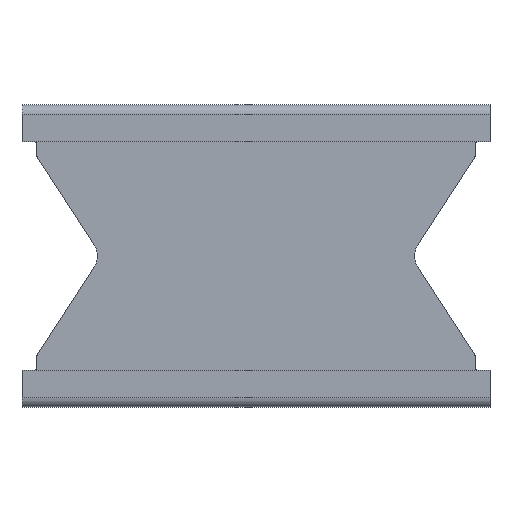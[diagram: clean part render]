
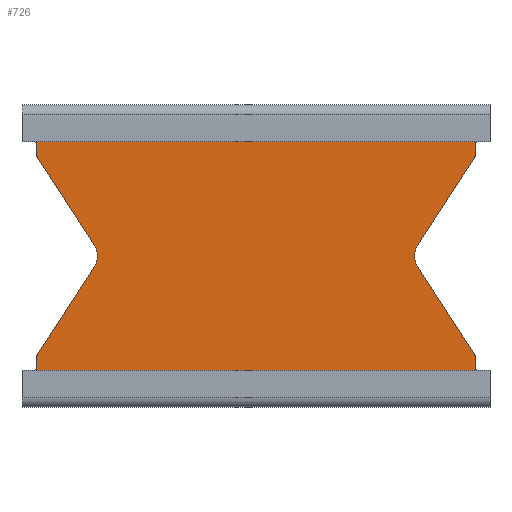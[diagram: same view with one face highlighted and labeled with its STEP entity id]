
A CAD part, top view. The second image highlights one B-rep face of the part: STEP entity #726.
In plain terms, the highlighted planar face has unit normal (0, 0, 1).
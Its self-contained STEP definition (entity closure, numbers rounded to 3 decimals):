
#34=CIRCLE('',#760,5.);
#35=CIRCLE('',#762,5.);
#40=CIRCLE('',#782,1.);
#48=CIRCLE('',#792,1.);
#49=CIRCLE('',#795,1.);
#50=CIRCLE('',#798,1.);
#51=CIRCLE('',#802,1.);
#52=CIRCLE('',#806,1.);
#53=CIRCLE('',#810,1.);
#54=CIRCLE('',#813,1.);
#92=FACE_OUTER_BOUND('',#130,.T.);
#130=EDGE_LOOP('',(#643,#644,#645,#646,#647,#648,#649,#650,#651,#652,#653,
#654,#655,#656,#657,#658,#659,#660,#661,#662));
#166=LINE('',#1122,#242);
#175=LINE('',#1145,#251);
#189=LINE('',#1188,#265);
#192=LINE('',#1196,#268);
#194=LINE('',#1203,#270);
#197=LINE('',#1210,#273);
#198=LINE('',#1213,#274);
#201=LINE('',#1220,#277);
#203=LINE('',#1228,#279);
#206=LINE('',#1235,#282);
#242=VECTOR('',#899,120.128);
#251=VECTOR('',#922,120.128);
#265=VECTOR('',#964,28.623);
#268=VECTOR('',#973,2.805);
#270=VECTOR('',#983,2.805);
#273=VECTOR('',#992,28.623);
#274=VECTOR('',#995,28.623);
#277=VECTOR('',#1004,2.805);
#279=VECTOR('',#1014,2.805);
#282=VECTOR('',#1023,28.623);
#305=VERTEX_POINT('',#1081);
#306=VERTEX_POINT('',#1083);
#307=VERTEX_POINT('',#1087);
#308=VERTEX_POINT('',#1088);
#314=VERTEX_POINT('',#1105);
#317=VERTEX_POINT('',#1113);
#321=VERTEX_POINT('',#1127);
#324=VERTEX_POINT('',#1135);
#328=VERTEX_POINT('',#1150);
#340=VERTEX_POINT('',#1183);
#341=VERTEX_POINT('',#1187);
#342=VERTEX_POINT('',#1191);
#343=VERTEX_POINT('',#1195);
#344=VERTEX_POINT('',#1202);
#345=VERTEX_POINT('',#1206);
#346=VERTEX_POINT('',#1212);
#347=VERTEX_POINT('',#1216);
#348=VERTEX_POINT('',#1223);
#349=VERTEX_POINT('',#1227);
#350=VERTEX_POINT('',#1231);
#377=EDGE_CURVE('',#305,#306,#34,.T.);
#379=EDGE_CURVE('',#307,#308,#35,.T.);
#396=EDGE_CURVE('',#314,#317,#166,.T.);
#407=EDGE_CURVE('',#321,#324,#175,.T.);
#411=EDGE_CURVE('',#328,#317,#40,.T.);
#429=EDGE_CURVE('',#321,#340,#48,.T.);
#431=EDGE_CURVE('',#308,#341,#189,.T.);
#433=EDGE_CURVE('',#341,#342,#49,.T.);
#435=EDGE_CURVE('',#342,#343,#192,.T.);
#437=EDGE_CURVE('',#343,#324,#50,.T.);
#438=EDGE_CURVE('',#340,#344,#194,.T.);
#440=EDGE_CURVE('',#344,#345,#51,.T.);
#442=EDGE_CURVE('',#345,#305,#197,.T.);
#443=EDGE_CURVE('',#306,#346,#198,.T.);
#445=EDGE_CURVE('',#346,#347,#52,.T.);
#447=EDGE_CURVE('',#347,#328,#201,.T.);
#448=EDGE_CURVE('',#314,#348,#53,.T.);
#450=EDGE_CURVE('',#348,#349,#203,.T.);
#452=EDGE_CURVE('',#349,#350,#54,.T.);
#454=EDGE_CURVE('',#350,#307,#206,.T.);
#643=ORIENTED_EDGE('',*,*,#396,.T.);
#644=ORIENTED_EDGE('',*,*,#411,.F.);
#645=ORIENTED_EDGE('',*,*,#447,.F.);
#646=ORIENTED_EDGE('',*,*,#445,.F.);
#647=ORIENTED_EDGE('',*,*,#443,.F.);
#648=ORIENTED_EDGE('',*,*,#377,.F.);
#649=ORIENTED_EDGE('',*,*,#442,.F.);
#650=ORIENTED_EDGE('',*,*,#440,.F.);
#651=ORIENTED_EDGE('',*,*,#438,.F.);
#652=ORIENTED_EDGE('',*,*,#429,.F.);
#653=ORIENTED_EDGE('',*,*,#407,.T.);
#654=ORIENTED_EDGE('',*,*,#437,.F.);
#655=ORIENTED_EDGE('',*,*,#435,.F.);
#656=ORIENTED_EDGE('',*,*,#433,.F.);
#657=ORIENTED_EDGE('',*,*,#431,.F.);
#658=ORIENTED_EDGE('',*,*,#379,.F.);
#659=ORIENTED_EDGE('',*,*,#454,.F.);
#660=ORIENTED_EDGE('',*,*,#452,.F.);
#661=ORIENTED_EDGE('',*,*,#450,.F.);
#662=ORIENTED_EDGE('',*,*,#448,.F.);
#688=PLANE('',#815);
#726=ADVANCED_FACE('',(#92),#688,.T.);
#760=AXIS2_PLACEMENT_3D('',#1084,#861,#862);
#762=AXIS2_PLACEMENT_3D('',#1089,#866,#867);
#782=AXIS2_PLACEMENT_3D('',#1152,#929,#930);
#792=AXIS2_PLACEMENT_3D('',#1184,#959,#960);
#795=AXIS2_PLACEMENT_3D('',#1192,#968,#969);
#798=AXIS2_PLACEMENT_3D('',#1199,#977,#978);
#802=AXIS2_PLACEMENT_3D('',#1207,#987,#988);
#806=AXIS2_PLACEMENT_3D('',#1217,#999,#1000);
#810=AXIS2_PLACEMENT_3D('',#1224,#1009,#1010);
#813=AXIS2_PLACEMENT_3D('',#1232,#1018,#1019);
#815=AXIS2_PLACEMENT_3D('',#1236,#1024,#1025);
#861=DIRECTION('center_axis',(0.,0.,1.));
#862=DIRECTION('ref_axis',(1.,0.,0.));
#866=DIRECTION('center_axis',(0.,0.,1.));
#867=DIRECTION('ref_axis',(1.,0.,0.));
#899=DIRECTION('',(-1.,0.,0.));
#922=DIRECTION('',(1.,0.,0.));
#929=DIRECTION('center_axis',(0.,0.,1.));
#930=DIRECTION('ref_axis',(1.,0.,0.));
#959=DIRECTION('center_axis',(0.,0.,1.));
#960=DIRECTION('ref_axis',(1.,0.,0.));
#964=DIRECTION('',(0.543,-0.84,0.));
#968=DIRECTION('center_axis',(0.,0.,-1.));
#969=DIRECTION('ref_axis',(1.,0.,0.));
#973=DIRECTION('',(0.,-1.,0.));
#977=DIRECTION('center_axis',(0.,0.,1.));
#978=DIRECTION('ref_axis',(1.,0.,0.));
#983=DIRECTION('',(0.,1.,0.));
#987=DIRECTION('center_axis',(0.,0.,-1.));
#988=DIRECTION('ref_axis',(1.,0.,0.));
#992=DIRECTION('',(0.543,0.84,0.));
#995=DIRECTION('',(-0.543,0.84,0.));
#999=DIRECTION('center_axis',(0.,0.,-1.));
#1000=DIRECTION('ref_axis',(1.,0.,0.));
#1004=DIRECTION('',(0.,1.,0.));
#1009=DIRECTION('center_axis',(0.,0.,1.));
#1010=DIRECTION('ref_axis',(1.,0.,0.));
#1014=DIRECTION('',(0.,-1.,0.));
#1018=DIRECTION('center_axis',(0.,0.,-1.));
#1019=DIRECTION('ref_axis',(1.,0.,0.));
#1023=DIRECTION('',(-0.543,-0.84,0.));
#1024=DIRECTION('center_axis',(0.,0.,1.));
#1025=DIRECTION('ref_axis',(1.,0.,0.));
#1081=CARTESIAN_POINT('',(337.857,492.199,0.5));
#1083=CARTESIAN_POINT('',(337.857,497.627,0.5));
#1084=CARTESIAN_POINT('Origin',(333.658,494.913,0.5));
#1087=CARTESIAN_POINT('',(425.459,497.627,0.5));
#1088=CARTESIAN_POINT('',(425.459,492.199,0.5));
#1089=CARTESIAN_POINT('Origin',(429.658,494.913,0.5));
#1105=CARTESIAN_POINT('',(441.722,525.913,0.5));
#1113=CARTESIAN_POINT('',(321.594,525.913,0.5));
#1122=CARTESIAN_POINT('',(441.722,525.913,0.5));
#1127=CARTESIAN_POINT('',(321.594,463.913,0.5));
#1135=CARTESIAN_POINT('',(441.722,463.913,0.5));
#1145=CARTESIAN_POINT('',(321.594,463.913,0.5));
#1150=CARTESIAN_POINT('',(322.158,525.013,0.5));
#1152=CARTESIAN_POINT('Origin',(321.158,525.013,0.5));
#1183=CARTESIAN_POINT('',(322.158,464.813,0.5));
#1184=CARTESIAN_POINT('Origin',(321.158,464.813,0.5));
#1187=CARTESIAN_POINT('',(440.997,468.161,0.5));
#1188=CARTESIAN_POINT('',(425.459,492.199,0.5));
#1191=CARTESIAN_POINT('',(441.158,467.618,0.5));
#1192=CARTESIAN_POINT('Origin',(440.158,467.618,0.5));
#1195=CARTESIAN_POINT('',(441.158,464.813,0.5));
#1196=CARTESIAN_POINT('',(441.158,467.618,0.5));
#1199=CARTESIAN_POINT('Origin',(442.158,464.813,0.5));
#1202=CARTESIAN_POINT('',(322.158,467.618,0.5));
#1203=CARTESIAN_POINT('',(322.158,464.813,0.5));
#1206=CARTESIAN_POINT('',(322.318,468.161,0.5));
#1207=CARTESIAN_POINT('Origin',(323.158,467.618,0.5));
#1210=CARTESIAN_POINT('',(322.318,468.161,0.5));
#1212=CARTESIAN_POINT('',(322.318,521.665,0.5));
#1213=CARTESIAN_POINT('',(337.857,497.627,0.5));
#1216=CARTESIAN_POINT('',(322.158,522.208,0.5));
#1217=CARTESIAN_POINT('Origin',(323.158,522.208,0.5));
#1220=CARTESIAN_POINT('',(322.158,522.208,0.5));
#1223=CARTESIAN_POINT('',(441.158,525.013,0.5));
#1224=CARTESIAN_POINT('Origin',(442.158,525.013,0.5));
#1227=CARTESIAN_POINT('',(441.158,522.208,0.5));
#1228=CARTESIAN_POINT('',(441.158,525.013,0.5));
#1231=CARTESIAN_POINT('',(440.997,521.665,0.5));
#1232=CARTESIAN_POINT('Origin',(440.158,522.208,0.5));
#1235=CARTESIAN_POINT('',(440.997,521.665,0.5));
#1236=CARTESIAN_POINT('Origin',(381.658,494.913,0.5));
